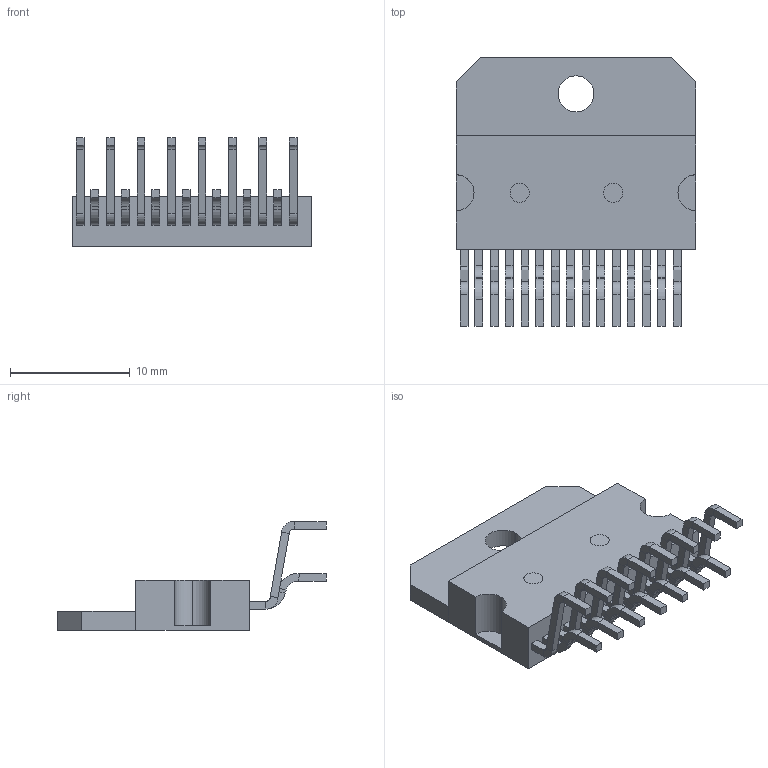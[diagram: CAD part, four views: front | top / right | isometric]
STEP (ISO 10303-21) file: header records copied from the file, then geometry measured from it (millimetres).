
FILE_DESCRIPTION (( 'STEP AP214' ), '1' );
FILE_NAME ('L298N.STEP', '2025-04-04T21:11:52', ( '' ), ( '' ), 'SwSTEP 2.0', 'SolidWorks 2023', '' );
FILE_SCHEMA (( 'AUTOMOTIVE_DESIGN' ));
Length unit declared in the file: millimetre
Products named in the file (1): L298N
Bounding box: 20 x 22.39 x 9.07 mm (x, y, z)
Volume: 1023 mm3; surface area: 1289.2 mm2
Topology: 1 solids, 1 shells, 344 faces, 761 edges, 436 vertices
Faces by surface type: plane 275, cylinder 55, bspline 14
Entity records: 9382 total; most frequent: CARTESIAN_POINT 1808, DIRECTION 1561, ORIENTED_EDGE 1522, EDGE_CURVE 761, LINE 623, VECTOR 623, AXIS2_PLACEMENT_3D 469, VERTEX_POINT 436
